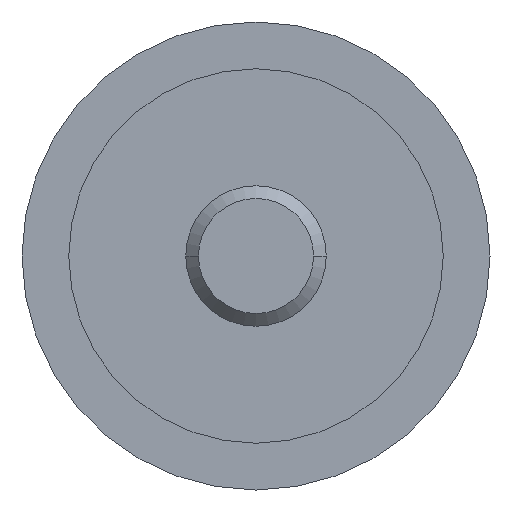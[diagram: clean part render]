
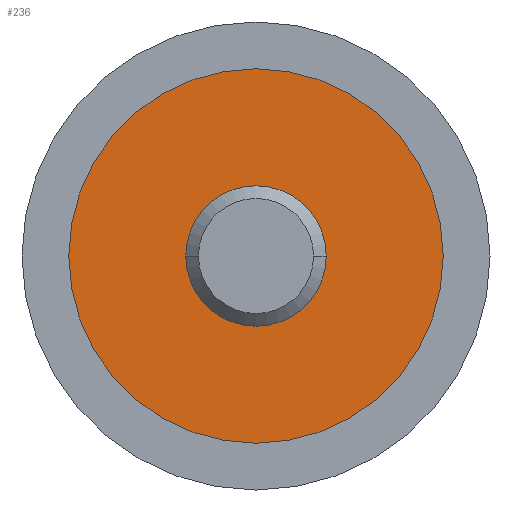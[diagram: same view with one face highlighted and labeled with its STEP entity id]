
A CAD part, front view. The second image highlights one B-rep face of the part: STEP entity #236.
In plain terms, the highlighted planar face has unit normal (0, -1, 0).
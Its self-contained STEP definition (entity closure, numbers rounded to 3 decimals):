
#180=VERTEX_POINT('',#429);
#192=VERTEX_POINT('',#443);
#236=ADVANCED_FACE('',(#490,#491),#492,.T.);
#252=EDGE_CURVE('',#192,#370,#511,.T.);
#282=EDGE_CURVE('',#180,#308,#545,.T.);
#308=VERTEX_POINT('',#578);
#352=EDGE_CURVE('',#370,#192,#626,.T.);
#354=EDGE_CURVE('',#308,#180,#628,.T.);
#370=VERTEX_POINT('',#647);
#429=CARTESIAN_POINT('',(-8.0,0.0,0.));
#443=CARTESIAN_POINT('',(-3.0,0.0,0.));
#490=FACE_BOUND('',#786,.T.);
#491=FACE_OUTER_BOUND('',#787,.T.);
#492=PLANE('',#788);
#511=CIRCLE('',#810,3.0);
#545=CIRCLE('',#856,8.0);
#578=CARTESIAN_POINT('',(8.0,0.0,0.0));
#626=CIRCLE('',#957,3.0);
#628=CIRCLE('',#960,8.0);
#647=CARTESIAN_POINT('',(3.0,0.0,0.));
#786=EDGE_LOOP('',(#1093,#1094));
#787=EDGE_LOOP('',(#1095,#1096));
#788=AXIS2_PLACEMENT_3D('',#1097,#1098,#1099);
#810=AXIS2_PLACEMENT_3D('',#1128,#1129,#1130);
#856=AXIS2_PLACEMENT_3D('',#1164,#1165,#1166);
#957=AXIS2_PLACEMENT_3D('',#1288,#1289,#1290);
#960=AXIS2_PLACEMENT_3D('',#1291,#1292,#1293);
#1093=ORIENTED_EDGE('',*,*,#252,.T.);
#1094=ORIENTED_EDGE('',*,*,#352,.T.);
#1095=ORIENTED_EDGE('',*,*,#354,.T.);
#1096=ORIENTED_EDGE('',*,*,#282,.T.);
#1097=CARTESIAN_POINT('',(0.0,0.0,0.0));
#1098=DIRECTION('',(0.0,-1.0,0.0));
#1099=DIRECTION('',(-1.0,0.0,0.0));
#1128=CARTESIAN_POINT('',(0.0,0.0,0.0));
#1129=DIRECTION('',(-0.0,1.0,0.0));
#1130=DIRECTION('',(1.0,0.0,0.0));
#1164=CARTESIAN_POINT('',(0.0,0.0,0.0));
#1165=DIRECTION('',(0.0,-1.0,0.0));
#1166=DIRECTION('',(1.0,0.0,0.0));
#1288=CARTESIAN_POINT('',(0.0,0.0,0.0));
#1289=DIRECTION('',(-0.0,1.0,0.0));
#1290=DIRECTION('',(1.0,0.0,0.0));
#1291=CARTESIAN_POINT('',(0.0,0.0,0.0));
#1292=DIRECTION('',(0.0,-1.0,0.0));
#1293=DIRECTION('',(1.0,0.0,0.0));
